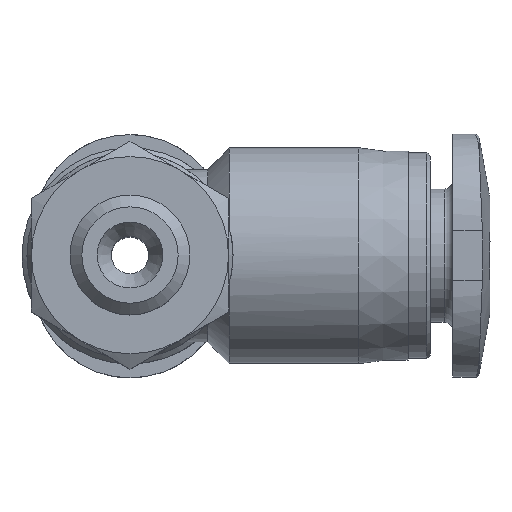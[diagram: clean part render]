
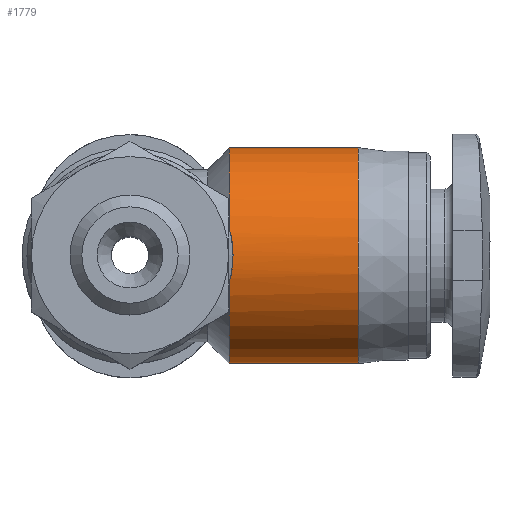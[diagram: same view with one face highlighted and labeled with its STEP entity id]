
A CAD part, top view. The second image highlights one B-rep face of the part: STEP entity #1779.
In plain terms, the highlighted cylindrical face has radius 4.35 mm (diameter 8.7 mm), a full revolution.
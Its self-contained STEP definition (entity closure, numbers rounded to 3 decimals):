
#22=ELLIPSE('',#1883,6.152,4.35);
#23=ELLIPSE('',#1884,6.152,4.35);
#24=ELLIPSE('',#1885,6.152,4.35);
#31=CYLINDRICAL_SURFACE('',#1880,4.35);
#81=LINE('',#2474,#113);
#82=LINE('',#2482,#114);
#83=LINE('',#2493,#115);
#84=LINE('',#2497,#116);
#113=VECTOR('',#2066,1000.);
#114=VECTOR('',#2067,1000.);
#115=VECTOR('',#2072,1000.);
#116=VECTOR('',#2075,1000.);
#180=CIRCLE('',#1881,4.35);
#181=CIRCLE('',#1882,4.35);
#182=CIRCLE('',#1886,4.35);
#264=ORIENTED_EDGE('',*,*,#596,.F.);
#265=ORIENTED_EDGE('',*,*,#597,.F.);
#266=ORIENTED_EDGE('',*,*,#598,.T.);
#267=ORIENTED_EDGE('',*,*,#599,.F.);
#268=ORIENTED_EDGE('',*,*,#600,.T.);
#269=ORIENTED_EDGE('',*,*,#601,.T.);
#270=ORIENTED_EDGE('',*,*,#602,.F.);
#271=ORIENTED_EDGE('',*,*,#603,.F.);
#272=ORIENTED_EDGE('',*,*,#604,.F.);
#273=ORIENTED_EDGE('',*,*,#605,.T.);
#274=ORIENTED_EDGE('',*,*,#606,.F.);
#275=ORIENTED_EDGE('',*,*,#607,.T.);
#276=ORIENTED_EDGE('',*,*,#608,.T.);
#596=EDGE_CURVE('',#761,#761,#180,.T.);
#597=EDGE_CURVE('',#762,#763,#81,.F.);
#598=EDGE_CURVE('',#762,#764,#870,.T.);
#599=EDGE_CURVE('',#765,#764,#82,.T.);
#600=EDGE_CURVE('',#765,#766,#871,.T.);
#601=EDGE_CURVE('',#766,#767,#181,.T.);
#602=EDGE_CURVE('',#768,#767,#22,.F.);
#603=EDGE_CURVE('',#769,#768,#83,.F.);
#604=EDGE_CURVE('',#770,#769,#23,.T.);
#605=EDGE_CURVE('',#770,#771,#84,.F.);
#606=EDGE_CURVE('',#772,#771,#24,.F.);
#607=EDGE_CURVE('',#772,#773,#182,.T.);
#608=EDGE_CURVE('',#773,#763,#872,.T.);
#761=VERTEX_POINT('',#2473);
#762=VERTEX_POINT('',#2475);
#763=VERTEX_POINT('',#2476);
#764=VERTEX_POINT('',#2481);
#765=VERTEX_POINT('',#2483);
#766=VERTEX_POINT('',#2488);
#767=VERTEX_POINT('',#2490);
#768=VERTEX_POINT('',#2492);
#769=VERTEX_POINT('',#2494);
#770=VERTEX_POINT('',#2496);
#771=VERTEX_POINT('',#2498);
#772=VERTEX_POINT('',#2500);
#773=VERTEX_POINT('',#2502);
#870=B_SPLINE_CURVE_WITH_KNOTS('',3,(#2477,#2478,#2479,#2480),
 .UNSPECIFIED.,.F.,.F.,(4,4),(0.028,0.03),
 .UNSPECIFIED.);
#871=B_SPLINE_CURVE_WITH_KNOTS('',3,(#2484,#2485,#2486,#2487),
 .UNSPECIFIED.,.F.,.F.,(4,4),(0.,0.001),
 .UNSPECIFIED.);
#872=B_SPLINE_CURVE_WITH_KNOTS('',3,(#2503,#2504,#2505,#2506),
 .UNSPECIFIED.,.F.,.F.,(4,4),(0.,0.),
 .UNSPECIFIED.);
#927=EDGE_LOOP('',(#264));
#928=EDGE_LOOP('',(#265,#266,#267,#268,#269,#270,#271,#272,#273,#274,#275,
#276));
#1052=FACE_BOUND('',#927,.T.);
#1053=FACE_BOUND('',#928,.T.);
#1779=ADVANCED_FACE('',(#1052,#1053),#31,.T.);
#1880=AXIS2_PLACEMENT_3D('',#2471,#2062,#2063);
#1881=AXIS2_PLACEMENT_3D('',#2472,#2064,#2065);
#1882=AXIS2_PLACEMENT_3D('',#2489,#2068,#2069);
#1883=AXIS2_PLACEMENT_3D('',#2491,#2070,#2071);
#1884=AXIS2_PLACEMENT_3D('',#2495,#2073,#2074);
#1885=AXIS2_PLACEMENT_3D('',#2499,#2076,#2077);
#1886=AXIS2_PLACEMENT_3D('',#2501,#2078,#2079);
#2062=DIRECTION('',(1.,0.,0.));
#2063=DIRECTION('',(0.,0.,-1.));
#2064=DIRECTION('',(1.,0.,0.));
#2065=DIRECTION('',(0.,0.,-1.));
#2066=DIRECTION('',(1.,0.,0.));
#2067=DIRECTION('',(1.,0.,0.));
#2068=DIRECTION('',(1.,0.,0.));
#2069=DIRECTION('',(0.,0.,-1.));
#2070=DIRECTION('',(0.707,0.,0.707));
#2071=DIRECTION('',(0.707,0.,-0.707));
#2072=DIRECTION('',(1.,0.,0.));
#2073=DIRECTION('',(-0.707,0.,0.707));
#2074=DIRECTION('',(0.707,0.,0.707));
#2075=DIRECTION('',(1.,0.,0.));
#2076=DIRECTION('',(0.707,0.,0.707));
#2077=DIRECTION('',(0.707,0.,-0.707));
#2078=DIRECTION('',(1.,0.,0.));
#2079=DIRECTION('',(0.,0.,-1.));
#2471=CARTESIAN_POINT('',(14.5,0.,0.));
#2472=CARTESIAN_POINT('',(9.2,0.,0.));
#2473=CARTESIAN_POINT('',(9.2,0.,-4.35));
#2474=CARTESIAN_POINT('',(14.5,0.75,4.285));
#2475=CARTESIAN_POINT('',(4.082,0.75,4.285));
#2476=CARTESIAN_POINT('',(4.066,0.75,4.285));
#2477=CARTESIAN_POINT('',(4.082,0.75,4.285));
#2478=CARTESIAN_POINT('',(4.171,0.263,4.37));
#2479=CARTESIAN_POINT('',(4.172,-0.26,4.371));
#2480=CARTESIAN_POINT('',(4.082,-0.75,4.285));
#2481=CARTESIAN_POINT('',(4.082,-0.75,4.285));
#2482=CARTESIAN_POINT('',(14.5,-0.75,4.285));
#2483=CARTESIAN_POINT('',(4.066,-0.75,4.285));
#2484=CARTESIAN_POINT('',(4.066,-0.75,4.285));
#2485=CARTESIAN_POINT('',(4.046,-0.805,4.275));
#2486=CARTESIAN_POINT('',(4.024,-0.86,4.265));
#2487=CARTESIAN_POINT('',(4.,-0.914,4.253));
#2488=CARTESIAN_POINT('',(4.,-0.914,4.253));
#2489=CARTESIAN_POINT('',(4.,0.,0.));
#2490=CARTESIAN_POINT('',(4.,-1.71,-4.));
#2491=CARTESIAN_POINT('',(0.,0.,0.));
#2492=CARTESIAN_POINT('',(4.285,-0.75,-4.285));
#2493=CARTESIAN_POINT('',(14.5,-0.75,-4.285));
#2494=CARTESIAN_POINT('',(6.155,-0.75,-4.285));
#2495=CARTESIAN_POINT('',(10.44,0.,0.));
#2496=CARTESIAN_POINT('',(6.155,0.75,-4.285));
#2497=CARTESIAN_POINT('',(14.5,0.75,-4.285));
#2498=CARTESIAN_POINT('',(4.285,0.75,-4.285));
#2499=CARTESIAN_POINT('',(0.,0.,0.));
#2500=CARTESIAN_POINT('',(4.,1.71,-4.));
#2501=CARTESIAN_POINT('',(4.,0.,0.));
#2502=CARTESIAN_POINT('',(4.,0.914,4.253));
#2503=CARTESIAN_POINT('',(4.,0.914,4.253));
#2504=CARTESIAN_POINT('',(4.024,0.86,4.265));
#2505=CARTESIAN_POINT('',(4.046,0.805,4.275));
#2506=CARTESIAN_POINT('',(4.066,0.75,4.285));
